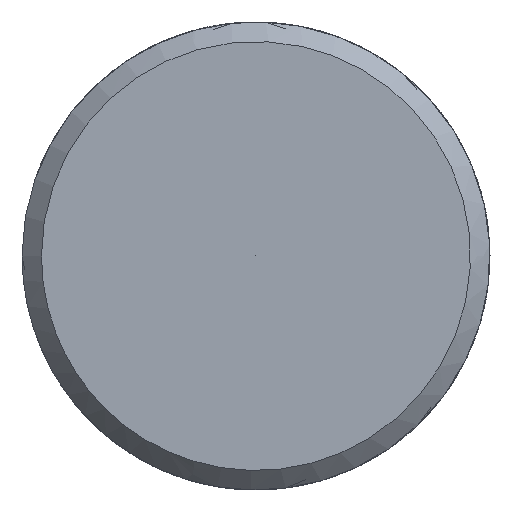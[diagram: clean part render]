
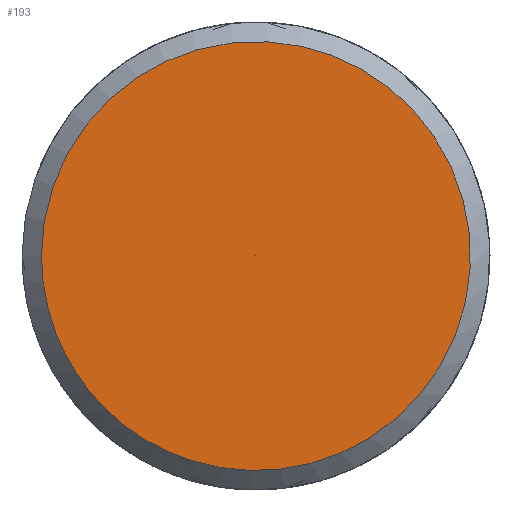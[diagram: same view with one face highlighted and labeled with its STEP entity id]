
A CAD part, left-side view. The second image highlights one B-rep face of the part: STEP entity #193.
In plain terms, the highlighted free-form (B-spline) face has degree [5, 1] with [6, 2] control points.
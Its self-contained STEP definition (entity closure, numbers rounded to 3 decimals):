
#121 = CARTESIAN_POINT ('', (-75., 2.75, 0.));
#122 = VERTEX_POINT ('', #121);
#130 = CARTESIAN_POINT ('', (-75., 2.75, 0.));
#131 = CARTESIAN_POINT ('', (-75., 2.75, 11.));
#132 = CARTESIAN_POINT ('', (-75., -8.25, 5.5));
#133 = CARTESIAN_POINT ('', (-75., -8.25, -5.5));
#134 = CARTESIAN_POINT ('', (-75., 2.75, -11.));
#135 = CARTESIAN_POINT ('', (-75., 2.75, 0.));
#136 = (
   BOUNDED_CURVE ()
   B_SPLINE_CURVE (5, (#130, #131, #132, #133, #134, #135), .UNSPECIFIED., .T., .U.)
   B_SPLINE_CURVE_WITH_KNOTS ((6, 6), (0., 1.), .UNSPECIFIED.)
   CURVE ()
   GEOMETRIC_REPRESENTATION_ITEM ()
   RATIONAL_B_SPLINE_CURVE ((5., 1., 1., 1., 1., 5.))
   REPRESENTATION_ITEM ('')
);
#137 = EDGE_CURVE ('', #122, #122, #136, .T.);
#169 = CARTESIAN_POINT ('', (-75., 0., 0.));
#170 = VERTEX_POINT ('', #169);
#171 = CARTESIAN_POINT ('', (-75., 0., 0.));
#172 = CARTESIAN_POINT ('', (-75., 2.75, 0.));
#173 = B_SPLINE_CURVE_WITH_KNOTS ('', 1, (#171, #172), .UNSPECIFIED., .F., .U., (2, 2), (0., 1.), .UNSPECIFIED.);
#174 = EDGE_CURVE ('', #170, #122, #173, .T.);
#175 = ORIENTED_EDGE ('', *, *, #174, .F.);
#176 = ORIENTED_EDGE ('', *, *, #174, .T.);
#177 = ORIENTED_EDGE ('', *, *, #137, .F.);
#178 = EDGE_LOOP ('', (#175, #176, #177));
#179 = FACE_OUTER_BOUND ('', #178, .T.);
#180 = CARTESIAN_POINT ('', (-75., 0., 0.));
#181 = CARTESIAN_POINT ('', (-75., 2.75, 0.));
#182 = CARTESIAN_POINT ('', (-75., 0., 0.));
#183 = CARTESIAN_POINT ('', (-75., 2.75, 11.));
#184 = CARTESIAN_POINT ('', (-75., 0., 0.));
#185 = CARTESIAN_POINT ('', (-75., -8.25, 5.5));
#186 = CARTESIAN_POINT ('', (-75., 0., 0.));
#187 = CARTESIAN_POINT ('', (-75., -8.25, -5.5));
#188 = CARTESIAN_POINT ('', (-75., 0., 0.));
#189 = CARTESIAN_POINT ('', (-75., 2.75, -11.));
#190 = CARTESIAN_POINT ('', (-75., 0., 0.));
#191 = CARTESIAN_POINT ('', (-75., 2.75, 0.));
#192 = (
   BOUNDED_SURFACE ()
   B_SPLINE_SURFACE (5, 1, ((#180, #181), (#182, #183), (#184, #185), (#186, #187), (#188, #189), (#190, #191)), .UNSPECIFIED., .T., .F., .U.)
   B_SPLINE_SURFACE_WITH_KNOTS ((6, 6), (2, 2), (0., 1.), (0., 1.), .UNSPECIFIED.)
   SURFACE ()
   GEOMETRIC_REPRESENTATION_ITEM ()
   RATIONAL_B_SPLINE_SURFACE (((5., 5.), (1., 1.), (1., 1.), (1., 1.), (1., 1.), (5., 5.)))
   REPRESENTATION_ITEM ('')
);
#193 = ADVANCED_FACE ('', (#179), #192, .T.);
